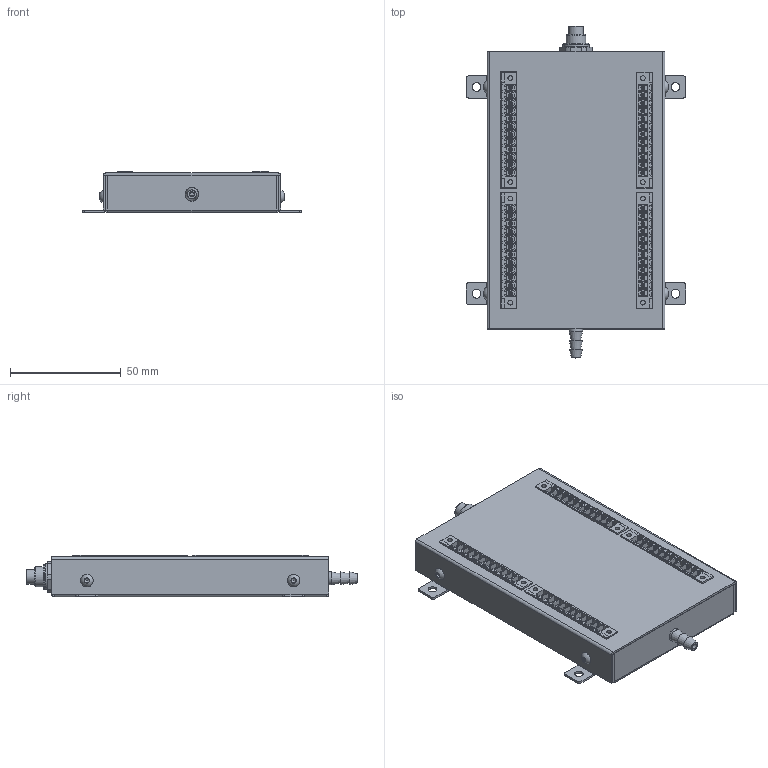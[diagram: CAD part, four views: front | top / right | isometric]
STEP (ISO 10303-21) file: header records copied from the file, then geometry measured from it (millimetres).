
FILE_DESCRIPTION(('FreeCAD Model'),'2;1');
FILE_NAME( 'Daqu.step', '2020-04-02T10:47:48',('Author'),(''), 'Open CASCADE STEP processor 7.3','FreeCAD','Unknown');
FILE_SCHEMA(('AUTOMOTIVE_DESIGN { 1 0 10303 214 1 1 1 1 }'));
Length unit declared in the file: millimetre
Products named in the file (20): Daqu_preveri; M3x6-Screw003; Assembly; MainPCB_01; _9132310001_01; _9132310001_01001; _9132310001_01003; _9132310001_01002; Spacer_M3x6_01; Spacer_M3x6_02; Spacer_M3x6_03; Spacer_M3x6_04; Spacer_M3x6_05; Spacer_M3x6_06; PrikljucekZrak_01; kbor99295saj; BottomEnclosure; Body001; TopEnclosure; Body
Assembly tree (22 placements, depth 3):
  Daqu_preveri
    M3x6-Screw003  x4
    Assembly
      MainPCB_01
      _9132310001_01
      _9132310001_01001
      _9132310001_01003
      _9132310001_01002
      Spacer_M3x6_01
      Spacer_M3x6_02
      Spacer_M3x6_03
      Spacer_M3x6_04
      Spacer_M3x6_05
      Spacer_M3x6_06
    PrikljucekZrak_01
    kbor99295saj
    BottomEnclosure
      Body001
    TopEnclosure
      Body
Bounding box: 99.2 x 150.17 x 18.7 mm (x, y, z)
Volume: 48067.5 mm3; surface area: 94061.2 mm2
Topology: 19 solids, 27 shells, 3522 faces, 9109 edges, 5794 vertices
Faces by surface type: plane 3087, cylinder 283, torus 68, cone 61, sphere 14, bspline 5, revolution 4
Full cylindrical faces by diameter (mm): 0.7 x4, 1 x8, 1.016 x8, 1.219 x48, 1.8 x48, 2 x1, 2.121 x16, 2.4 x5, 2.5 x6, 3 x11, 4 x4, 6 x2, 6.2 x1, 6.6 x1, 7.5 x1, 8.315 x1, 9 x1, 9.65 x1, 12 x1, 15 x1
Entity records: 106860 total; most frequent: CARTESIAN_POINT 21379, ORIENTED_EDGE 17990, DIRECTION 16430, EDGE_CURVE 8995, LINE 7897, VECTOR 7897, VERTEX_POINT 5734, AXIS2_PLACEMENT_3D 4266
